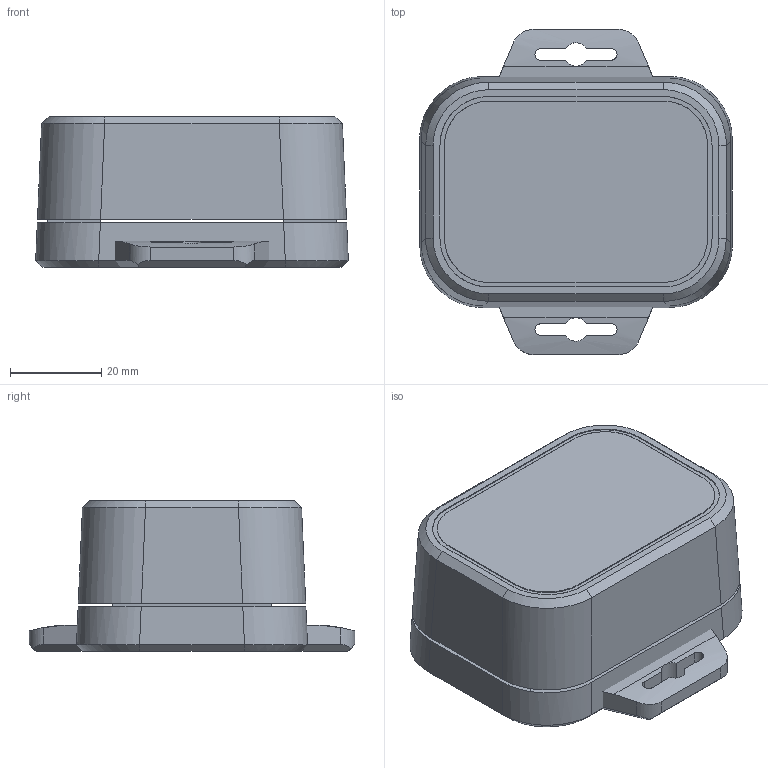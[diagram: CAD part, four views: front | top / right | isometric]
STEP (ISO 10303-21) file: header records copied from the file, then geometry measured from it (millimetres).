
FILE_DESCRIPTION (( 'STEP AP214' ), '1' );
FILE_NAME ('S3L-272013.STEP', '2024-09-02T20:51:45', ( '' ), ( '' ), 'SwSTEP 2.0', 'SolidWorks 2023', '' );
FILE_SCHEMA (( 'AUTOMOTIVE_DESIGN' ));
Length unit declared in the file: millimetre
Products named in the file (1): S3L-272013
Bounding box: 68.58 x 71.37 x 33.02 mm (x, y, z)
Volume: 31632.8 mm3; surface area: 28943.2 mm2
Topology: 6 solids, 6 shells, 140 faces, 354 edges, 228 vertices
Faces by surface type: plane 86, cylinder 34, bspline 20
Entity records: 6454 total; most frequent: CARTESIAN_POINT 3317, ORIENTED_EDGE 708, DIRECTION 500, EDGE_CURVE 354, VERTEX_POINT 228, LINE 222, VECTOR 222, EDGE_LOOP 146
